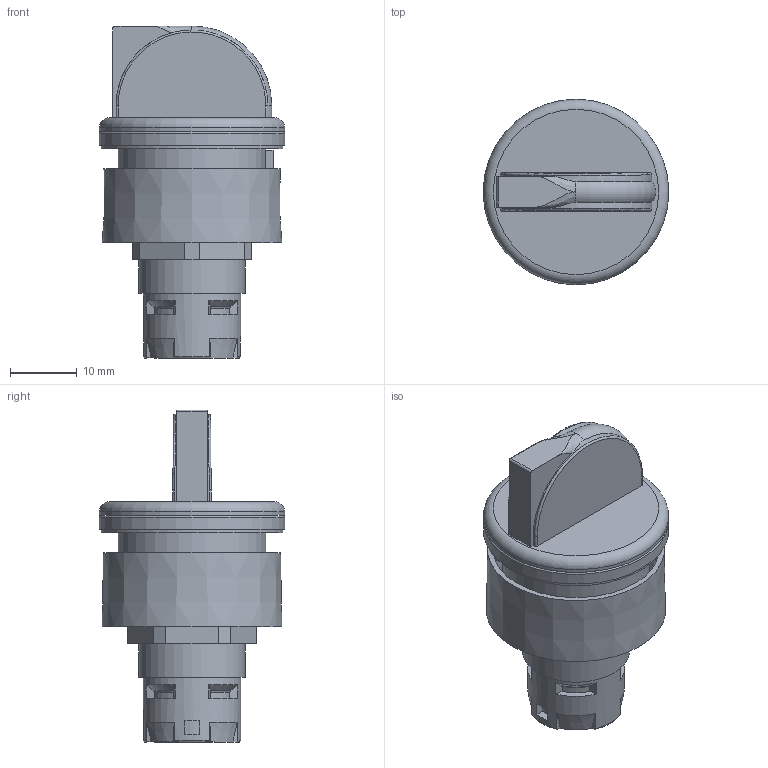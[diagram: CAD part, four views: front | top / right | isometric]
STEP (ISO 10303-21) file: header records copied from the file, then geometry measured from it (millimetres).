
FILE_DESCRIPTION(/* description */ (''),/* implementation_level */ '2;1');
FILE_NAME(/* name */ 'RXJWB.stp',/* time_stamp */ '2020-11-11T14:55:05+01:00',/* author */ ('thagel'),/* organization */ (''),/* preprocessor_version */ 'ST-DEVELOPER v17.2',/* originating_system */ 'Autodesk Inventor 2019',/* authorisation */ '');
FILE_SCHEMA (('AUTOMOTIVE_DESIGN { 1 0 10303 214 3 1 1 }'));
Length unit declared in the file: millimetre
Products named in the file (1): RXJWB
Bounding box: 27.9 x 27.9 x 49.9 mm (x, y, z)
Volume: 13129.2 mm3; surface area: 7707.5 mm2
Topology: 1 solids, 27 shells, 355 faces, 836 edges, 544 vertices
Faces by surface type: plane 181, cylinder 116, cone 21, torus 19, sphere 12, bspline 6
Full cylindrical faces by diameter (mm): 2.9 x1, 14.6 x1, 16 x2, 16.5 x1, 20.1 x1, 22.15 x1, 24.85 x1, 25 x1, 26.2 x1, 27.4 x1, 27.85 x1, 27.9 x1
Entity records: 10600 total; most frequent: CARTESIAN_POINT 2304, DIRECTION 1801, ORIENTED_EDGE 1650, EDGE_CURVE 825, AXIS2_PLACEMENT_3D 690, VERTEX_POINT 544, LINE 421, VECTOR 421
